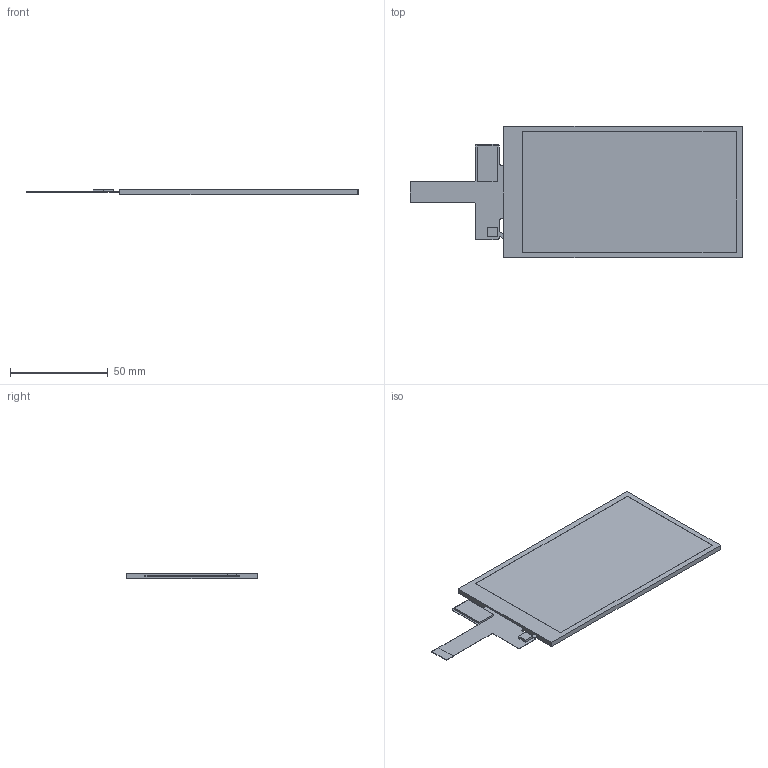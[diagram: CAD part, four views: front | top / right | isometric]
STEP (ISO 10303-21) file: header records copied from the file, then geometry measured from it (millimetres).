
FILE_DESCRIPTION(/* description */ ('','CAx-IF Rec.Pracs.---Representation and Presentation of Product Manufacturing Information (PMI)---4.0---2014-10-13'),/* implementation_level */ '2;1');
FILE_NAME(/* name */ 'E50RA-I-MW550-N.step',/* time_stamp */ '2025-02-10T22:29:00-05:00',/* author */ (''),/* organization */ (''),/* preprocessor_version */ 'ST-DEVELOPER v20',/* originating_system */ 'Autodesk Translation Framework v13.20.0.188',/* authorisation */ '');
FILE_SCHEMA (('AP242_MANAGED_MODEL_BASED_3D_ENGINEERING_MIM_LF { 1 0 10303 442 1 1 4 }'));
Length unit declared in the file: millimetre
Products named in the file (1): E50RA-I-MW550-N
Bounding box: 170.17 x 67.56 x 2.73 mm (x, y, z)
Volume: 21178.5 mm3; surface area: 21947.8 mm2
Topology: 7 solids, 7 shells, 66 faces, 156 edges, 104 vertices
Faces by surface type: plane 54, cylinder 12
Entity records: 1944 total; most frequent: CARTESIAN_POINT 327, DIRECTION 314, ORIENTED_EDGE 312, EDGE_CURVE 156, LINE 132, VECTOR 132, VERTEX_POINT 104, AXIS2_PLACEMENT_3D 91
